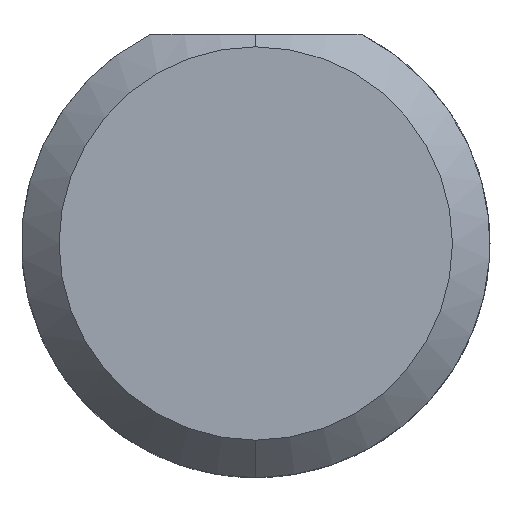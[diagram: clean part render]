
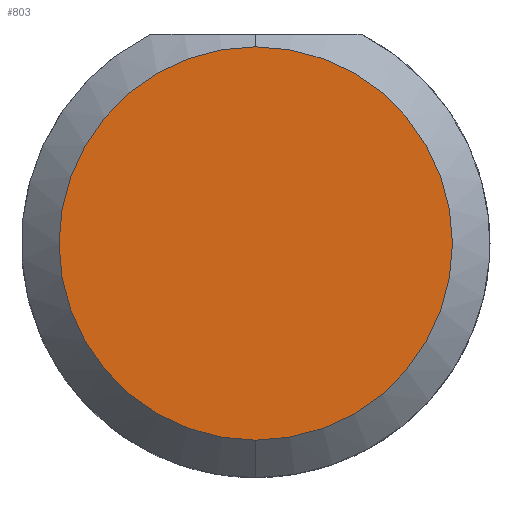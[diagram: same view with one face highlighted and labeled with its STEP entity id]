
A CAD part, left-side view. The second image highlights one B-rep face of the part: STEP entity #803.
In plain terms, the highlighted planar face has unit normal (-1, 0, 0).
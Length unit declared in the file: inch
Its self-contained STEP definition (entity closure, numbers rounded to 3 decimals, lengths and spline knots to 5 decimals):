
#34 = VERTEX_POINT ( 'NONE', #1041 ) ;
#97 = DIRECTION ( 'NONE',  ( -1., 0., 0. ) ) ;
#115 = CARTESIAN_POINT ( 'NONE',  ( 0., 0., 0. ) ) ;
#122 = PLANE ( 'NONE',  #716 ) ;
#185 = CARTESIAN_POINT ( 'NONE',  ( 0., 0., 0. ) ) ;
#321 = VERTEX_POINT ( 'NONE', #912 ) ;
#344 = DIRECTION ( 'NONE',  ( -1., 0., 0. ) ) ;
#421 = ORIENTED_EDGE ( 'NONE', *, *, #822, .T. ) ;
#425 = CARTESIAN_POINT ( 'NONE',  ( 0., 0., 0. ) ) ;
#454 = AXIS2_PLACEMENT_3D ( 'NONE', #425, #344, #710 ) ;
#482 = ORIENTED_EDGE ( 'NONE', *, *, #953, .T. ) ;
#557 = CIRCLE ( 'NONE', #1045, 0.0786 ) ;
#699 = CIRCLE ( 'NONE', #454, 0.0786 ) ;
#710 = DIRECTION ( 'NONE',  ( 0., 0., -1. ) ) ;
#716 = AXIS2_PLACEMENT_3D ( 'NONE', #115, #1132, #1042 ) ;
#803 = ADVANCED_FACE ( 'NONE', ( #1026 ), #122, .F. ) ;
#822 = EDGE_CURVE ( 'NONE', #321, #34, #557, .T. ) ;
#836 = DIRECTION ( 'NONE',  ( 0., 0., -1. ) ) ;
#912 = CARTESIAN_POINT ( 'NONE',  ( 0., 0., -0.0786 ) ) ;
#953 = EDGE_CURVE ( 'NONE', #34, #321, #699, .T. ) ;
#1026 = FACE_OUTER_BOUND ( 'NONE', #1068, .T. ) ;
#1041 = CARTESIAN_POINT ( 'NONE',  ( 0., 0., 0.0786 ) ) ;
#1042 = DIRECTION ( 'NONE',  ( 0., 0., -1. ) ) ;
#1045 = AXIS2_PLACEMENT_3D ( 'NONE', #185, #97, #836 ) ;
#1068 = EDGE_LOOP ( 'NONE', ( #421, #482 ) ) ;
#1132 = DIRECTION ( 'NONE',  ( 1., 0., 0. ) ) ;
